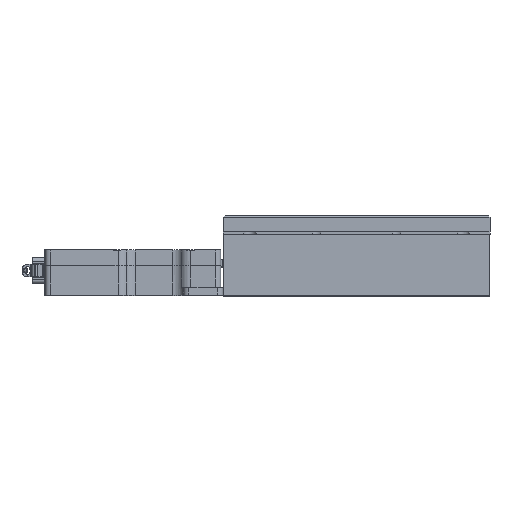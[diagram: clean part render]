
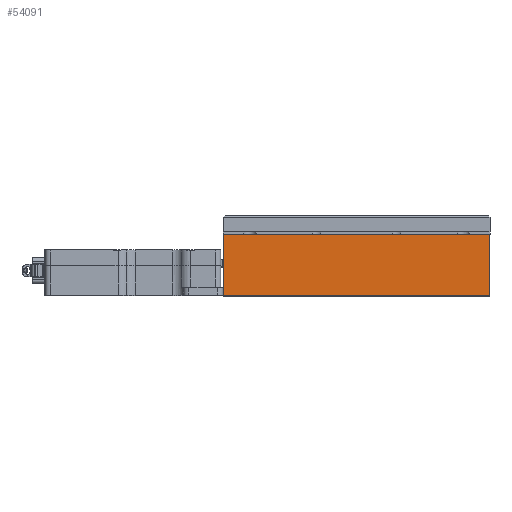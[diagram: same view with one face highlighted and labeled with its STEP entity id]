
A CAD part, top view. The second image highlights one B-rep face of the part: STEP entity #54091.
In plain terms, the highlighted planar face has unit normal (0, 0, 1).
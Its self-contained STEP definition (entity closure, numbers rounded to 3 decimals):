
#965 = VECTOR ( 'NONE', #148939, 1000. ) ;
#3499 = LINE ( 'NONE', #27896, #61331 ) ;
#14975 = LINE ( 'NONE', #51196, #965 ) ;
#15359 = VERTEX_POINT ( 'NONE', #141580 ) ;
#16786 = LINE ( 'NONE', #137352, #24321 ) ;
#24321 = VECTOR ( 'NONE', #77421, 1000. ) ;
#27789 = CARTESIAN_POINT ( 'NONE',  ( 25., 0., 25. ) ) ;
#27896 = CARTESIAN_POINT ( 'NONE',  ( -25., 0., 25. ) ) ;
#28130 = PLANE ( 'NONE',  #39051 ) ;
#39051 = AXIS2_PLACEMENT_3D ( 'NONE', #40729, #76182, #147171 ) ;
#40729 = CARTESIAN_POINT ( 'NONE',  ( -25., 5.5, 25. ) ) ;
#50553 = EDGE_CURVE ( 'NONE', #103161, #90429, #3499, .T. ) ;
#51196 = CARTESIAN_POINT ( 'NONE',  ( 25., 5.5, 25. ) ) ;
#52247 = EDGE_CURVE ( 'NONE', #148404, #90429, #14975, .T. ) ;
#54091 = ADVANCED_FACE ( 'NONE', ( #136140 ), #28130, .F. ) ;
#61331 = VECTOR ( 'NONE', #134342, 1000. ) ;
#76182 = DIRECTION ( 'NONE',  ( 0., 0., -1. ) ) ;
#77421 = DIRECTION ( 'NONE',  ( 1., 0., 0. ) ) ;
#80669 = LINE ( 'NONE', #128762, #87459 ) ;
#87459 = VECTOR ( 'NONE', #90964, 1000. ) ;
#90429 = VERTEX_POINT ( 'NONE', #27789 ) ;
#90964 = DIRECTION ( 'NONE',  ( 0., -1., 0. ) ) ;
#102893 = ORIENTED_EDGE ( 'NONE', *, *, #115550, .F. ) ;
#103161 = VERTEX_POINT ( 'NONE', #122395 ) ;
#115490 = ORIENTED_EDGE ( 'NONE', *, *, #50553, .T. ) ;
#115550 = EDGE_CURVE ( 'NONE', #15359, #148404, #16786, .T. ) ;
#122395 = CARTESIAN_POINT ( 'NONE',  ( -25., 0., 25. ) ) ;
#126223 = EDGE_LOOP ( 'NONE', ( #115490, #129015, #102893, #130542 ) ) ;
#128762 = CARTESIAN_POINT ( 'NONE',  ( -25., 5.5, 25. ) ) ;
#129015 = ORIENTED_EDGE ( 'NONE', *, *, #52247, .F. ) ;
#130542 = ORIENTED_EDGE ( 'NONE', *, *, #138944, .T. ) ;
#134342 = DIRECTION ( 'NONE',  ( 1., 0., 0. ) ) ;
#136140 = FACE_OUTER_BOUND ( 'NONE', #126223, .T. ) ;
#136997 = CARTESIAN_POINT ( 'NONE',  ( 25., 11.5, 25. ) ) ;
#137352 = CARTESIAN_POINT ( 'NONE',  ( -31.357, 11.5, 25. ) ) ;
#138944 = EDGE_CURVE ( 'NONE', #15359, #103161, #80669, .T. ) ;
#141580 = CARTESIAN_POINT ( 'NONE',  ( -25., 11.5, 25. ) ) ;
#147171 = DIRECTION ( 'NONE',  ( -1., 0., 0. ) ) ;
#148404 = VERTEX_POINT ( 'NONE', #136997 ) ;
#148939 = DIRECTION ( 'NONE',  ( 0., -1., 0. ) ) ;
